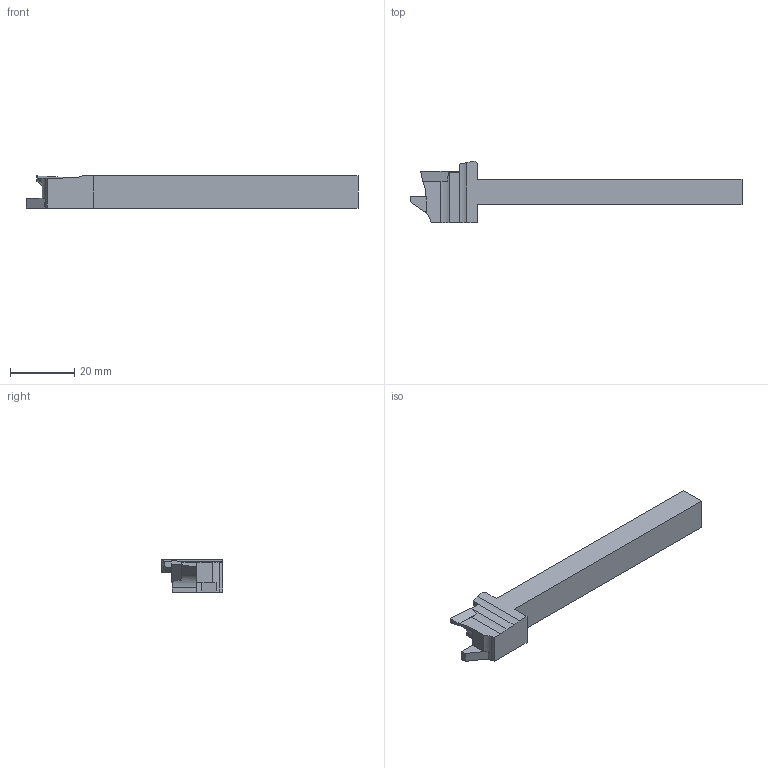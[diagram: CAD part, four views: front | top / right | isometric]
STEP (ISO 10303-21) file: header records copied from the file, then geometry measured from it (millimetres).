
FILE_DESCRIPTION (( 'STEP AP214' ), '1' );
FILE_NAME ('ISO-295-10.STEP', '2017-07-14T08:27:57', ( '' ), ( '' ), 'SwSTEP 2.0', 'SolidWorks 2016', '' );
FILE_SCHEMA (( 'AUTOMOTIVE_DESIGN' ));
Length unit declared in the file: millimetre
Products named in the file (1): ISO-295-10
Bounding box: 103.3 x 19 x 10 mm (x, y, z)
Volume: 8810.4 mm3; surface area: 4330.4 mm2
Topology: 1 solids, 1 shells, 81 faces, 248 edges, 163 vertices
Faces by surface type: plane 67, cylinder 12, bspline 2
Entity records: 3487 total; most frequent: CARTESIAN_POINT 879, ORIENTED_EDGE 496, DIRECTION 458, EDGE_CURVE 248, VERTEX_POINT 163, LINE 162, VECTOR 162, AXIS2_PLACEMENT_3D 148
